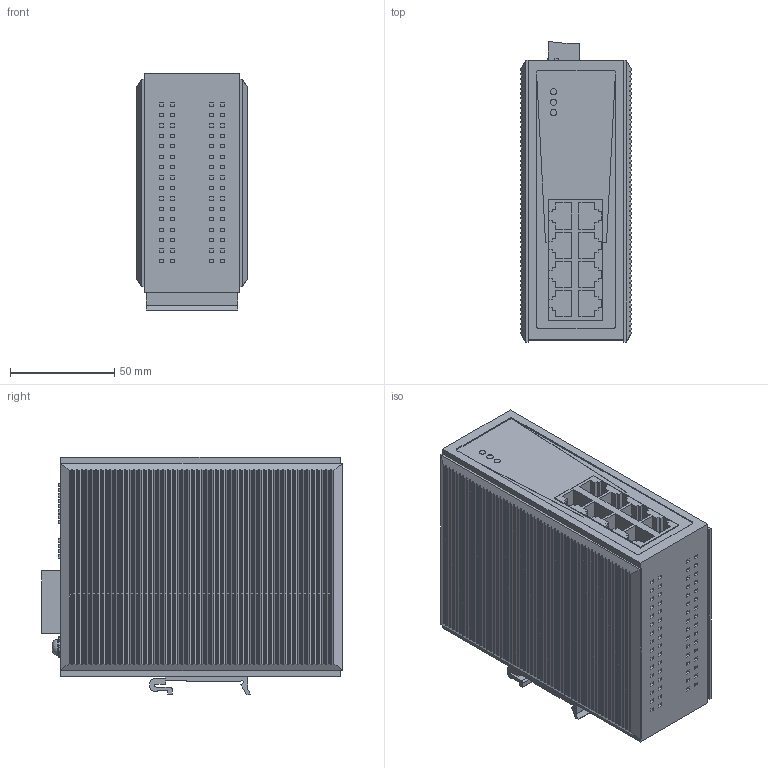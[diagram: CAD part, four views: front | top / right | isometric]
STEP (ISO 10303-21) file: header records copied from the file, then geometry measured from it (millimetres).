
FILE_DESCRIPTION(('CATIA V5 STEP Exchange','CAx-IF Rec.Pracs.--- Model Styling and Organization---1.4--- 2014-01-23'),'2;1');
FILE_NAME ('D1401878_1_1241270000_S3D_IE_SW_VL08_VL08T_8GT.stp','2019-12-17T12:15:39+00:00',('none'),('Weidmueller'),'CATIA Version 5-6 Release 2016 SP3 HF44','CATIA V5 STEP AP214','none');
FILE_SCHEMA(('AUTOMOTIVE_DESIGN { 1 0 10303 214 1 1 1 1 }'));
Products named in the file (1): 1241270000
Bounding box: 52.85 x 144.15 x 113.8 mm (x, y, z)
Volume: 725131 mm3; surface area: 135912 mm2
Topology: 31 solids, 31 shells, 1644 faces, 4295 edges, 2856 vertices
Faces by surface type: plane 1268, extrusion 289, cylinder 85, torus 2
Entity records: 57169 total; most frequent: CARTESIAN_POINT 18060, ORIENTED_EDGE 8590, DIRECTION 5730, EDGE_CURVE 4295, VECTOR 3740, LINE 3451, VERTEX_POINT 2856, EDGE_LOOP 1793
